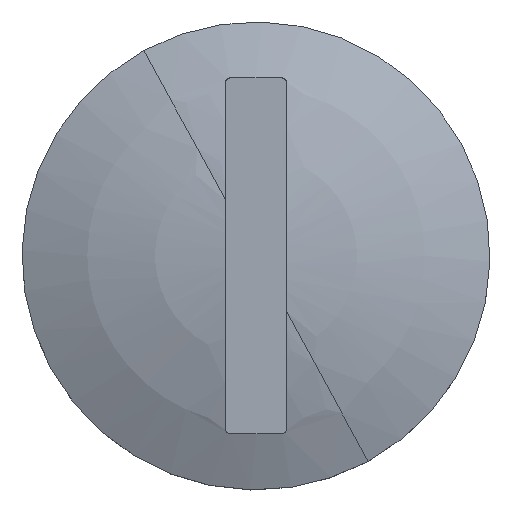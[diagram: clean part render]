
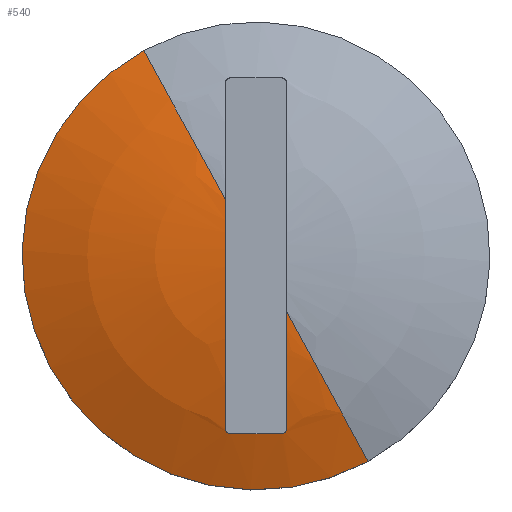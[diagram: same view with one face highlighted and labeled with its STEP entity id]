
A CAD part, top view. The second image highlights one B-rep face of the part: STEP entity #540.
In plain terms, the highlighted spherical face has radius 11 mm.
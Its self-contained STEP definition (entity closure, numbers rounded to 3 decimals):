
#461=AXIS2_PLACEMENT_3D('Circle Axis2P3D',#459,#460,$) ;
#507=AXIS2_PLACEMENT_3D('Sphere Axis2P3D',#504,#505,#506) ;
#511=AXIS2_PLACEMENT_3D('Circle Axis2P3D',#509,#510,$) ;
#516=AXIS2_PLACEMENT_3D('Circle Axis2P3D',#514,#515,$) ;
#209=CARTESIAN_POINT('Vertex',(4.,5.698,7.429)) ;
#213=CARTESIAN_POINT('Control Point',(4.,5.698,7.429)) ;
#214=CARTESIAN_POINT('Control Point',(4.,5.627,7.436)) ;
#215=CARTESIAN_POINT('Control Point',(4.,5.564,7.441)) ;
#216=CARTESIAN_POINT('Control Point',(4.,5.508,7.446)) ;
#217=CARTESIAN_POINT('Control Point',(4.,5.396,7.455)) ;
#218=CARTESIAN_POINT('Control Point',(4.,5.304,7.461)) ;
#219=CARTESIAN_POINT('Control Point',(4.,5.259,7.464)) ;
#220=CARTESIAN_POINT('Control Point',(4.,5.16,7.47)) ;
#221=CARTESIAN_POINT('Control Point',(4.,5.079,7.473)) ;
#222=CARTESIAN_POINT('Control Point',(4.,5.035,7.475)) ;
#223=CARTESIAN_POINT('Control Point',(4.,4.941,7.479)) ;
#224=CARTESIAN_POINT('Control Point',(4.,4.86,7.481)) ;
#225=CARTESIAN_POINT('Control Point',(4.,4.817,7.482)) ;
#226=CARTESIAN_POINT('Control Point',(4.,4.735,7.483)) ;
#227=CARTESIAN_POINT('Control Point',(4.,4.658,7.484)) ;
#228=CARTESIAN_POINT('Control Point',(4.,4.621,7.484)) ;
#229=CARTESIAN_POINT('Control Point',(4.,4.546,7.484)) ;
#230=CARTESIAN_POINT('Control Point',(4.,4.468,7.483)) ;
#231=CARTESIAN_POINT('Control Point',(4.,4.429,7.482)) ;
#232=CARTESIAN_POINT('Control Point',(4.,4.345,7.481)) ;
#233=CARTESIAN_POINT('Control Point',(4.,4.25,7.478)) ;
#234=CARTESIAN_POINT('Control Point',(4.,4.198,7.476)) ;
#235=CARTESIAN_POINT('Control Point',(4.,4.103,7.473)) ;
#236=CARTESIAN_POINT('Control Point',(4.,3.982,7.466)) ;
#237=CARTESIAN_POINT('Control Point',(4.,3.928,7.463)) ;
#238=CARTESIAN_POINT('Control Point',(4.,3.804,7.455)) ;
#239=CARTESIAN_POINT('Control Point',(4.,3.641,7.442)) ;
#240=CARTESIAN_POINT('Control Point',(4.,3.543,7.433)) ;
#241=CARTESIAN_POINT('Control Point',(4.,3.341,7.413)) ;
#242=CARTESIAN_POINT('Control Point',(4.,3.057,7.376)) ;
#243=CARTESIAN_POINT('Control Point',(4.,2.921,7.356)) ;
#244=CARTESIAN_POINT('Control Point',(4.,2.603,7.304)) ;
#245=CARTESIAN_POINT('Control Point',(4.,2.211,7.224)) ;
#246=CARTESIAN_POINT('Control Point',(4.,1.997,7.174)) ;
#247=CARTESIAN_POINT('Control Point',(4.,1.707,7.099)) ;
#248=CARTESIAN_POINT('Control Point',(4.,1.407,7.01)) ;
#249=CARTESIAN_POINT('Control Point',(4.,1.338,6.988)) ;
#250=CARTESIAN_POINT('Control Point',(4.,1.269,6.967)) ;
#251=CARTESIAN_POINT('Control Point',(4.,1.2,6.944)) ;
#252=CARTESIAN_POINT('Vertex',(4.,1.2,6.944)) ;
#274=CARTESIAN_POINT('Control Point',(4.1,1.1,6.916)) ;
#275=CARTESIAN_POINT('Control Point',(4.074,1.1,6.915)) ;
#276=CARTESIAN_POINT('Control Point',(4.048,1.109,6.917)) ;
#277=CARTESIAN_POINT('Control Point',(4.031,1.124,6.921)) ;
#278=CARTESIAN_POINT('Control Point',(4.,1.147,6.927)) ;
#279=CARTESIAN_POINT('Control Point',(4.,1.2,6.944)) ;
#280=CARTESIAN_POINT('Vertex',(4.1,1.1,6.916)) ;
#304=CARTESIAN_POINT('Vertex',(5.1,1.1,6.916)) ;
#308=CARTESIAN_POINT('Control Point',(4.1,1.1,6.916)) ;
#309=CARTESIAN_POINT('Control Point',(4.302,1.1,6.926)) ;
#310=CARTESIAN_POINT('Control Point',(4.501,1.1,6.931)) ;
#311=CARTESIAN_POINT('Control Point',(4.699,1.1,6.931)) ;
#312=CARTESIAN_POINT('Control Point',(4.898,1.1,6.926)) ;
#313=CARTESIAN_POINT('Control Point',(5.1,1.1,6.916)) ;
#328=CARTESIAN_POINT('Control Point',(5.1,1.1,6.916)) ;
#329=CARTESIAN_POINT('Control Point',(5.126,1.1,6.915)) ;
#330=CARTESIAN_POINT('Control Point',(5.152,1.109,6.917)) ;
#331=CARTESIAN_POINT('Control Point',(5.169,1.124,6.921)) ;
#332=CARTESIAN_POINT('Control Point',(5.2,1.147,6.927)) ;
#333=CARTESIAN_POINT('Control Point',(5.2,1.2,6.944)) ;
#334=CARTESIAN_POINT('Vertex',(5.2,1.2,6.944)) ;
#355=CARTESIAN_POINT('Control Point',(5.2,3.502,7.429)) ;
#356=CARTESIAN_POINT('Control Point',(5.2,3.412,7.42)) ;
#357=CARTESIAN_POINT('Control Point',(5.2,3.31,7.408)) ;
#358=CARTESIAN_POINT('Control Point',(5.2,3.191,7.394)) ;
#359=CARTESIAN_POINT('Control Point',(5.2,2.928,7.358)) ;
#360=CARTESIAN_POINT('Control Point',(5.2,2.583,7.299)) ;
#361=CARTESIAN_POINT('Control Point',(5.2,2.402,7.264)) ;
#362=CARTESIAN_POINT('Control Point',(5.2,2.061,7.19)) ;
#363=CARTESIAN_POINT('Control Point',(5.2,1.689,7.093)) ;
#364=CARTESIAN_POINT('Control Point',(5.2,1.528,7.047)) ;
#365=CARTESIAN_POINT('Control Point',(5.2,1.365,6.998)) ;
#366=CARTESIAN_POINT('Control Point',(5.2,1.2,6.944)) ;
#367=CARTESIAN_POINT('Vertex',(5.2,3.502,7.429)) ;
#428=CARTESIAN_POINT('Vertex',(6.805,0.563,6.492)) ;
#430=CARTESIAN_POINT('Vertex',(2.395,8.637,6.492)) ;
#459=CARTESIAN_POINT('Axis2P3D Location',(4.6,4.6,6.492)) ;
#504=CARTESIAN_POINT('Axis2P3D Location',(4.6,4.6,-3.5)) ;
#509=CARTESIAN_POINT('Axis2P3D Location',(4.6,4.6,-3.5)) ;
#514=CARTESIAN_POINT('Axis2P3D Location',(4.6,4.6,-3.5)) ;
#460=DIRECTION('Axis2P3D Direction',(-0.,0.,1.)) ;
#505=DIRECTION('Axis2P3D Direction',(-0.,0.,1.)) ;
#506=DIRECTION('Axis2P3D XDirection',(0.479,-0.878,0.)) ;
#510=DIRECTION('Axis2P3D Direction',(-0.878,-0.479,0.)) ;
#515=DIRECTION('Axis2P3D Direction',(0.878,0.479,-0.)) ;
#531=ORIENTED_EDGE('',*,*,#518,.T.) ;
#532=ORIENTED_EDGE('',*,*,#463,.T.) ;
#533=ORIENTED_EDGE('',*,*,#513,.F.) ;
#534=ORIENTED_EDGE('',*,*,#369,.T.) ;
#535=ORIENTED_EDGE('',*,*,#336,.F.) ;
#536=ORIENTED_EDGE('',*,*,#314,.F.) ;
#537=ORIENTED_EDGE('',*,*,#282,.T.) ;
#538=ORIENTED_EDGE('',*,*,#254,.F.) ;
#540=ADVANCED_FACE('Hauptk\X2\00F6\X0\rper',(#539),#508,.T.) ;
#212=B_SPLINE_CURVE_WITH_KNOTS('',5,(#213,#214,#215,#216,#217,#218,#219,#220,#221,#222,#223,#224,#225,#226,#227,#228,#229,#230,#231,#232,#233,#234,#235,#236,#237,#238,#239,#240,#241,#242,#243,#244,#245,#246,#247,#248,#249,#250,#251),.UNSPECIFIED.,.F.,.U.,(6,3,3,3,3,3,3,3,3,3,3,3,6),(0.,1.568,3.403,5.948,9.419,12.882,16.343,19.811,22.134,24.609,26.404,28.254,28.8),.UNSPECIFIED.) ;
#273=B_SPLINE_CURVE_WITH_KNOTS('',5,(#274,#275,#276,#277,#278,#279),.UNSPECIFIED.,.F.,.U.,(6,6),(0.,0.417),.UNSPECIFIED.) ;
#307=B_SPLINE_CURVE_WITH_KNOTS('',5,(#308,#309,#310,#311,#312,#313),.UNSPECIFIED.,.F.,.U.,(6,6),(0.,3.279),.UNSPECIFIED.) ;
#327=B_SPLINE_CURVE_WITH_KNOTS('',5,(#328,#329,#330,#331,#332,#333),.UNSPECIFIED.,.F.,.U.,(6,6),(0.,0.417),.UNSPECIFIED.) ;
#354=B_SPLINE_CURVE_WITH_KNOTS('',5,(#355,#356,#357,#358,#359,#360,#361,#362,#363,#364,#365,#366),.UNSPECIFIED.,.F.,.U.,(6,3,3,6),(0.,1.979,3.748,5.047),.UNSPECIFIED.) ;
#462=CIRCLE('generated circle',#461,4.6) ;
#512=CIRCLE('generated circle',#511,11.) ;
#517=CIRCLE('generated circle',#516,11.) ;
#254=EDGE_CURVE('',#210,#253,#212,.T.) ;
#282=EDGE_CURVE('',#281,#253,#273,.T.) ;
#314=EDGE_CURVE('',#281,#305,#307,.T.) ;
#336=EDGE_CURVE('',#305,#335,#327,.T.) ;
#369=EDGE_CURVE('',#368,#335,#354,.T.) ;
#463=EDGE_CURVE('',#431,#429,#462,.T.) ;
#513=EDGE_CURVE('',#368,#429,#512,.F.) ;
#518=EDGE_CURVE('',#210,#431,#517,.F.) ;
#530=EDGE_LOOP('',(#531,#532,#533,#534,#535,#536,#537,#538)) ;
#539=FACE_OUTER_BOUND('',#530,.T.) ;
#508=SPHERICAL_SURFACE('',#507,11.) ;
#210=VERTEX_POINT('',#209) ;
#253=VERTEX_POINT('',#252) ;
#281=VERTEX_POINT('',#280) ;
#305=VERTEX_POINT('',#304) ;
#335=VERTEX_POINT('',#334) ;
#368=VERTEX_POINT('',#367) ;
#429=VERTEX_POINT('',#428) ;
#431=VERTEX_POINT('',#430) ;
